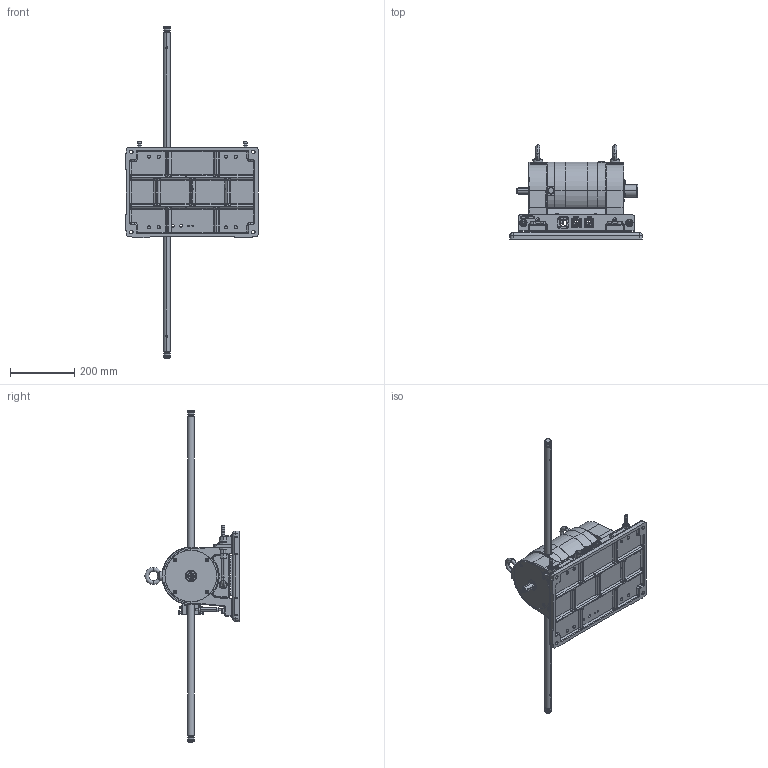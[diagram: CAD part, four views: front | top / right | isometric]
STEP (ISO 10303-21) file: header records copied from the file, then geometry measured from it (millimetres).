
FILE_DESCRIPTION (( 'STEP AP203' ), '1' );
FILE_NAME ('312-201-000-101_EF(2WB65).STEP', '2018-05-30T16:03:56', ( 'magtrol' ), ( '' ), 'SwSTEP 2.0', 'SolidWorks 2017', '' );
FILE_SCHEMA (( 'CONFIG_CONTROL_DESIGN' ));
Length unit declared in the file: millimetre
Products named in the file (1): 312-201-000-101_EF(2WB65)
Bounding box: 412 x 293.5 x 1034 mm (x, y, z)
Surface area: 884761 mm2 (no closed solid volume)
Topology: 0 solids, 214 shells, 1633 faces, 7661 edges, 6064 vertices
Faces by surface type: cylinder 583, plane 578, cone 189, torus 178, sphere 83, bspline 22
Entity records: 87497 total; most frequent: CARTESIAN_POINT 29485, DIRECTION 11311, ORIENTED_EDGE 10457, EDGE_CURVE 7553, VERTEX_POINT 6045, AXIS2_PLACEMENT_3D 3876, VECTOR 3559, LINE 3559
